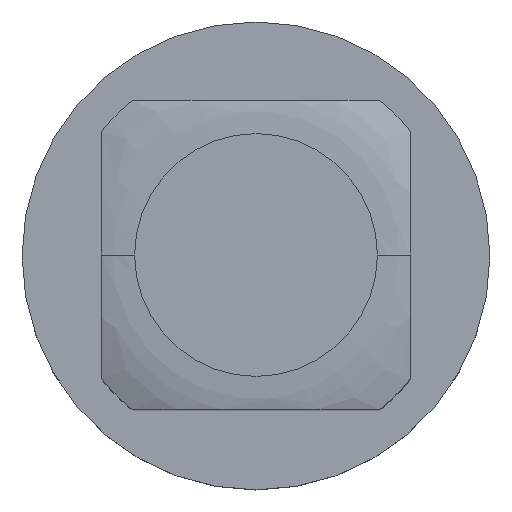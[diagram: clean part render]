
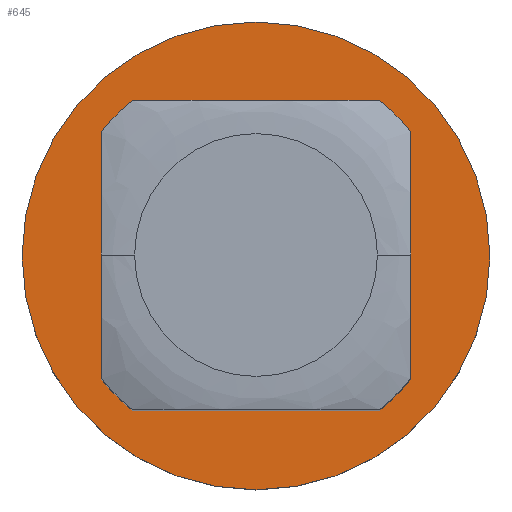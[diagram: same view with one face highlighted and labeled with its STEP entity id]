
A CAD part, top view. The second image highlights one B-rep face of the part: STEP entity #645.
In plain terms, the highlighted planar face has unit normal (0, 0, 1).
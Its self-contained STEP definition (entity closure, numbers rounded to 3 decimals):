
#13 = LINE ( 'NONE', #507, #630 ) ;
#14 = CARTESIAN_POINT ( 'NONE',  ( 1.588, 1.268, 22.225 ) ) ;
#20 = DIRECTION ( 'NONE',  ( 1., 0., 0. ) ) ;
#23 = EDGE_CURVE ( 'NONE', #655, #623, #97, .T. ) ;
#26 = DIRECTION ( 'NONE',  ( 0., 0., -1. ) ) ;
#27 = DIRECTION ( 'NONE',  ( 0., 0., -1. ) ) ;
#28 = CARTESIAN_POINT ( 'NONE',  ( 0., 0., 22.225 ) ) ;
#50 = AXIS2_PLACEMENT_3D ( 'NONE', #848, #852, #883 ) ;
#71 = CARTESIAN_POINT ( 'NONE',  ( 1.588, -1.268, 22.225 ) ) ;
#75 = CIRCLE ( 'NONE', #670, 2.032 ) ;
#85 = VECTOR ( 'NONE', #323, 1000. ) ;
#88 = VERTEX_POINT ( 'NONE', #761 ) ;
#94 = VERTEX_POINT ( 'NONE', #770 ) ;
#97 = CIRCLE ( 'NONE', #50, 2.032 ) ;
#163 = DIRECTION ( 'NONE',  ( 1., 0., 0. ) ) ;
#168 = ORIENTED_EDGE ( 'NONE', *, *, #734, .F. ) ;
#169 = ORIENTED_EDGE ( 'NONE', *, *, #615, .T. ) ;
#170 = VERTEX_POINT ( 'NONE', #667 ) ;
#171 = CARTESIAN_POINT ( 'NONE',  ( -1.588, -1.588, 22.225 ) ) ;
#204 = ORIENTED_EDGE ( 'NONE', *, *, #821, .T. ) ;
#205 = ORIENTED_EDGE ( 'NONE', *, *, #753, .F. ) ;
#215 = VECTOR ( 'NONE', #445, 1000. ) ;
#228 = ORIENTED_EDGE ( 'NONE', *, *, #683, .T. ) ;
#241 = EDGE_LOOP ( 'NONE', ( #340, #381 ) ) ;
#268 = VERTEX_POINT ( 'NONE', #510 ) ;
#285 = ORIENTED_EDGE ( 'NONE', *, *, #335, .F. ) ;
#307 = ORIENTED_EDGE ( 'NONE', *, *, #23, .T. ) ;
#323 = DIRECTION ( 'NONE',  ( -1., 0., 0. ) ) ;
#327 = CARTESIAN_POINT ( 'NONE',  ( -1.588, 1.588, 22.225 ) ) ;
#328 = VERTEX_POINT ( 'NONE', #364 ) ;
#335 = EDGE_CURVE ( 'NONE', #655, #170, #827, .T. ) ;
#340 = ORIENTED_EDGE ( 'NONE', *, *, #468, .T. ) ;
#343 = DIRECTION ( 'NONE',  ( 1., 0., 0. ) ) ;
#351 = DIRECTION ( 'NONE',  ( 0., 0., -1. ) ) ;
#357 = CARTESIAN_POINT ( 'NONE',  ( 0., 0., 22.225 ) ) ;
#364 = CARTESIAN_POINT ( 'NONE',  ( -2.4, 0., 22.225 ) ) ;
#381 = ORIENTED_EDGE ( 'NONE', *, *, #651, .T. ) ;
#392 = CARTESIAN_POINT ( 'NONE',  ( -1.268, -1.588, 22.225 ) ) ;
#426 = DIRECTION ( 'NONE',  ( 1., 0., 0. ) ) ;
#428 = DIRECTION ( 'NONE',  ( 0., 0., 1. ) ) ;
#431 = CARTESIAN_POINT ( 'NONE',  ( 0., 0., 22.225 ) ) ;
#445 = DIRECTION ( 'NONE',  ( 0., -1., 0. ) ) ;
#448 = CARTESIAN_POINT ( 'NONE',  ( 2.4, 0., 22.225 ) ) ;
#468 = EDGE_CURVE ( 'NONE', #482, #328, #793, .T. ) ;
#482 = VERTEX_POINT ( 'NONE', #448 ) ;
#484 = CARTESIAN_POINT ( 'NONE',  ( -1.588, -1.588, 22.225 ) ) ;
#507 = CARTESIAN_POINT ( 'NONE',  ( 1.588, -1.588, 22.225 ) ) ;
#510 = CARTESIAN_POINT ( 'NONE',  ( -1.588, 1.268, 22.225 ) ) ;
#519 = AXIS2_PLACEMENT_3D ( 'NONE', #357, #351, #343 ) ;
#529 = VECTOR ( 'NONE', #163, 1000. ) ;
#538 = DIRECTION ( 'NONE',  ( 0., 1., 0. ) ) ;
#539 = LINE ( 'NONE', #171, #529 ) ;
#557 = DIRECTION ( 'NONE',  ( 1., 0., 0. ) ) ;
#560 = CARTESIAN_POINT ( 'NONE',  ( 0., 0., 22.225 ) ) ;
#603 = AXIS2_PLACEMENT_3D ( 'NONE', #560, #26, #557 ) ;
#608 = AXIS2_PLACEMENT_3D ( 'NONE', #619, #617, #611 ) ;
#611 = DIRECTION ( 'NONE',  ( 1., 0., 0. ) ) ;
#615 = EDGE_CURVE ( 'NONE', #838, #94, #75, .T. ) ;
#616 = CIRCLE ( 'NONE', #519, 2.032 ) ;
#617 = DIRECTION ( 'NONE',  ( 0., 0., 1. ) ) ;
#618 = VERTEX_POINT ( 'NONE', #71 ) ;
#619 = CARTESIAN_POINT ( 'NONE',  ( 0., 0., 22.225 ) ) ;
#620 = AXIS2_PLACEMENT_3D ( 'NONE', #701, #659, #658 ) ;
#623 = VERTEX_POINT ( 'NONE', #14 ) ;
#626 = LINE ( 'NONE', #484, #215 ) ;
#630 = VECTOR ( 'NONE', #538, 1000. ) ;
#642 = CIRCLE ( 'NONE', #603, 2.032 ) ;
#645 = ADVANCED_FACE ( 'NONE', ( #706, #676 ), #669, .T. ) ;
#651 = EDGE_CURVE ( 'NONE', #328, #482, #662, .T. ) ;
#652 = CARTESIAN_POINT ( 'NONE',  ( 1.268, 1.588, 22.225 ) ) ;
#655 = VERTEX_POINT ( 'NONE', #652 ) ;
#658 = DIRECTION ( 'NONE',  ( 1., 0., 0. ) ) ;
#659 = DIRECTION ( 'NONE',  ( 0., 0., 1. ) ) ;
#662 = CIRCLE ( 'NONE', #608, 2.4 ) ;
#667 = CARTESIAN_POINT ( 'NONE',  ( -1.268, 1.588, 22.225 ) ) ;
#669 = PLANE ( 'NONE',  #620 ) ;
#670 = AXIS2_PLACEMENT_3D ( 'NONE', #28, #27, #20 ) ;
#676 = FACE_OUTER_BOUND ( 'NONE', #241, .T. ) ;
#683 = EDGE_CURVE ( 'NONE', #268, #170, #642, .T. ) ;
#687 = ORIENTED_EDGE ( 'NONE', *, *, #869, .F. ) ;
#701 = CARTESIAN_POINT ( 'NONE',  ( 0., 0., 22.225 ) ) ;
#706 = FACE_BOUND ( 'NONE', #719, .T. ) ;
#719 = EDGE_LOOP ( 'NONE', ( #168, #204, #687, #169, #205, #228, #285, #307 ) ) ;
#734 = EDGE_CURVE ( 'NONE', #618, #623, #13, .T. ) ;
#753 = EDGE_CURVE ( 'NONE', #268, #94, #626, .T. ) ;
#761 = CARTESIAN_POINT ( 'NONE',  ( 1.268, -1.588, 22.225 ) ) ;
#770 = CARTESIAN_POINT ( 'NONE',  ( -1.588, -1.268, 22.225 ) ) ;
#793 = CIRCLE ( 'NONE', #809, 2.4 ) ;
#809 = AXIS2_PLACEMENT_3D ( 'NONE', #431, #428, #426 ) ;
#821 = EDGE_CURVE ( 'NONE', #618, #88, #616, .T. ) ;
#827 = LINE ( 'NONE', #327, #85 ) ;
#838 = VERTEX_POINT ( 'NONE', #392 ) ;
#848 = CARTESIAN_POINT ( 'NONE',  ( 0., 0., 22.225 ) ) ;
#852 = DIRECTION ( 'NONE',  ( 0., 0., -1. ) ) ;
#869 = EDGE_CURVE ( 'NONE', #838, #88, #539, .T. ) ;
#883 = DIRECTION ( 'NONE',  ( 1., 0., 0. ) ) ;
